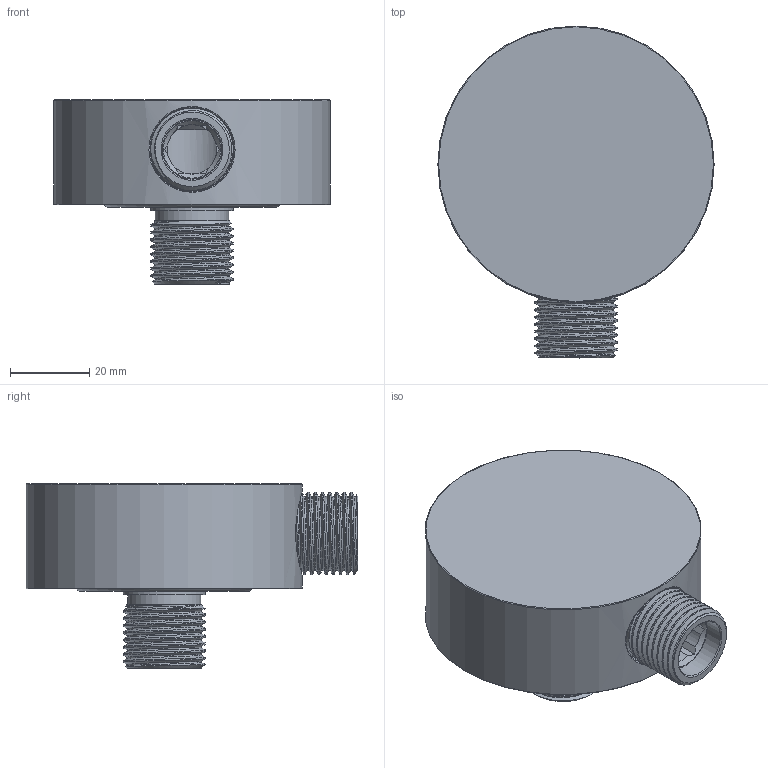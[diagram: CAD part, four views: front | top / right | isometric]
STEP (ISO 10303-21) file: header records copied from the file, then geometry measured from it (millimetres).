
FILE_DESCRIPTION(/* description */ ('Unknown'),/* implementation_level */ '2;1');
FILE_NAME(/* name */ 'AR500',/* time_stamp */ '2017-01-17T16:57:01+01:00',/* author */ ('Unknown'),/* organization */ ('Unknown'),/* preprocessor_version */ 'ST-DEVELOPER v16.7',/* originating_system */ 'DEX',/* authorisation */ $);
FILE_SCHEMA (('AUTOMOTIVE_DESIGN {1 0 10303 214 3 1 1}'));
Length unit declared in the file: millimetre
Products named in the file (5): AR500; OR023_0; OR026_0; RC068_2; CO001
Assembly tree (6 placements, depth 2):
  AR500
    OR023_0
    OR026_0  x2
    RC068_2  x2
    CO001
Bounding box: 69.7 x 83.7 x 46.5 mm (x, y, z)
Volume: 96531.8 mm3; surface area: 26103.7 mm2
Topology: 6 solids, 6 shells, 130 faces, 309 edges, 197 vertices
Faces by surface type: plane 57, bspline 25, cylinder 23, cone 16, torus 9
Full cylindrical faces by diameter (mm): 12.5 x2, 15 x2, 17.4 x2, 18.5 x2, 19 x2, 20 x2, 20.3 x2, 20.8 x2, 21.2 x1, 38 x1, 44 x1, 69.7 x1
Entity records: 5624 total; most frequent: CARTESIAN_POINT 4010, DIRECTION 284, ORIENTED_EDGE 276, EDGE_CURVE 138, AXIS2_PLACEMENT_3D 127, FACE_BOUND 115, EDGE_LOOP 113, VERTEX_POINT 105
